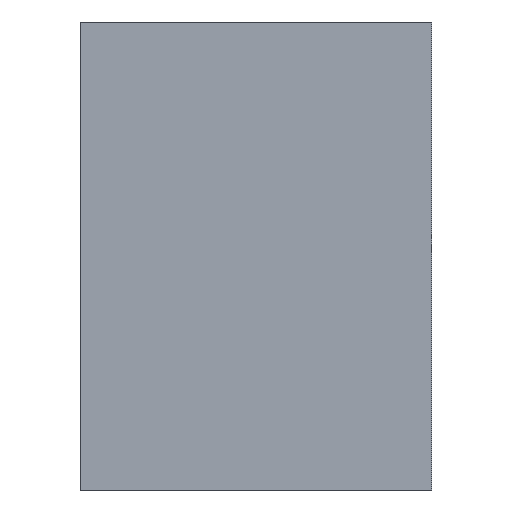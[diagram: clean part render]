
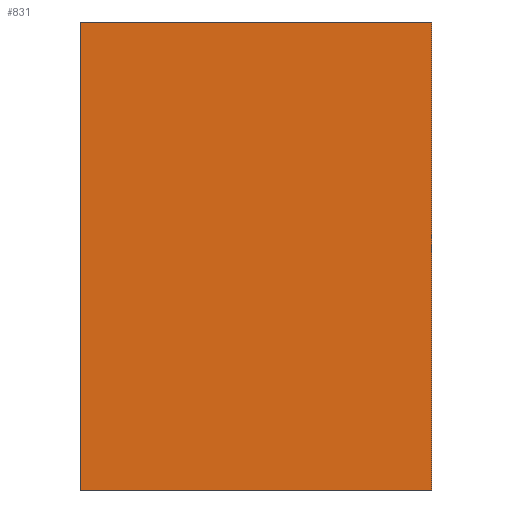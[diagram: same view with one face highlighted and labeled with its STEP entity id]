
A CAD part, left-side view. The second image highlights one B-rep face of the part: STEP entity #831.
In plain terms, the highlighted planar face has unit normal (-1, 0, 0).
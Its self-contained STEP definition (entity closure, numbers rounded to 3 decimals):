
#12 = AXIS2_PLACEMENT_3D ( 'NONE', #85, #309, #238 ) ;
#24 = LINE ( 'NONE', #94, #138 ) ;
#50 = EDGE_CURVE ( 'NONE', #884, #770, #701, .T. ) ;
#85 = CARTESIAN_POINT ( 'NONE',  ( -0.2, 0., 0.1 ) ) ;
#94 = CARTESIAN_POINT ( 'NONE',  ( -0.2, 0.15, 0.1 ) ) ;
#110 = DIRECTION ( 'NONE',  ( 0., -1., 0. ) ) ;
#116 = CARTESIAN_POINT ( 'NONE',  ( -0.2, 0.15, 0.1 ) ) ;
#138 = VECTOR ( 'NONE', #545, 1000. ) ;
#145 = VECTOR ( 'NONE', #584, 1000. ) ;
#160 = VERTEX_POINT ( 'NONE', #116 ) ;
#188 = CARTESIAN_POINT ( 'NONE',  ( -0.2, 0., 0.1 ) ) ;
#213 = PLANE ( 'NONE',  #12 ) ;
#220 = LINE ( 'NONE', #188, #900 ) ;
#230 = LINE ( 'NONE', #516, #145 ) ;
#238 = DIRECTION ( 'NONE',  ( 0., 0., -1. ) ) ;
#291 = CARTESIAN_POINT ( 'NONE',  ( -0.2, 0.15, -0.1 ) ) ;
#309 = DIRECTION ( 'NONE',  ( 1., 0., 0. ) ) ;
#324 = EDGE_CURVE ( 'NONE', #160, #635, #230, .T. ) ;
#342 = CARTESIAN_POINT ( 'NONE',  ( -0.2, 0., -0.1 ) ) ;
#360 = EDGE_LOOP ( 'NONE', ( #435, #552, #860, #956 ) ) ;
#366 = EDGE_CURVE ( 'NONE', #160, #884, #24, .T. ) ;
#426 = FACE_OUTER_BOUND ( 'NONE', #360, .T. ) ;
#435 = ORIENTED_EDGE ( 'NONE', *, *, #50, .T. ) ;
#516 = CARTESIAN_POINT ( 'NONE',  ( -0.2, 0., 0.1 ) ) ;
#543 = EDGE_CURVE ( 'NONE', #635, #770, #220, .T. ) ;
#545 = DIRECTION ( 'NONE',  ( 0., 0., -1. ) ) ;
#552 = ORIENTED_EDGE ( 'NONE', *, *, #543, .F. ) ;
#584 = DIRECTION ( 'NONE',  ( 0., -1., 0. ) ) ;
#628 = CARTESIAN_POINT ( 'NONE',  ( -0.2, 0., 0.1 ) ) ;
#635 = VERTEX_POINT ( 'NONE', #628 ) ;
#701 = LINE ( 'NONE', #852, #800 ) ;
#770 = VERTEX_POINT ( 'NONE', #342 ) ;
#800 = VECTOR ( 'NONE', #110, 1000. ) ;
#831 = ADVANCED_FACE ( 'NONE', ( #426 ), #213, .F. ) ;
#852 = CARTESIAN_POINT ( 'NONE',  ( -0.2, 0., -0.1 ) ) ;
#860 = ORIENTED_EDGE ( 'NONE', *, *, #324, .F. ) ;
#884 = VERTEX_POINT ( 'NONE', #291 ) ;
#900 = VECTOR ( 'NONE', #913, 1000. ) ;
#913 = DIRECTION ( 'NONE',  ( 0., 0., -1. ) ) ;
#956 = ORIENTED_EDGE ( 'NONE', *, *, #366, .T. ) ;
